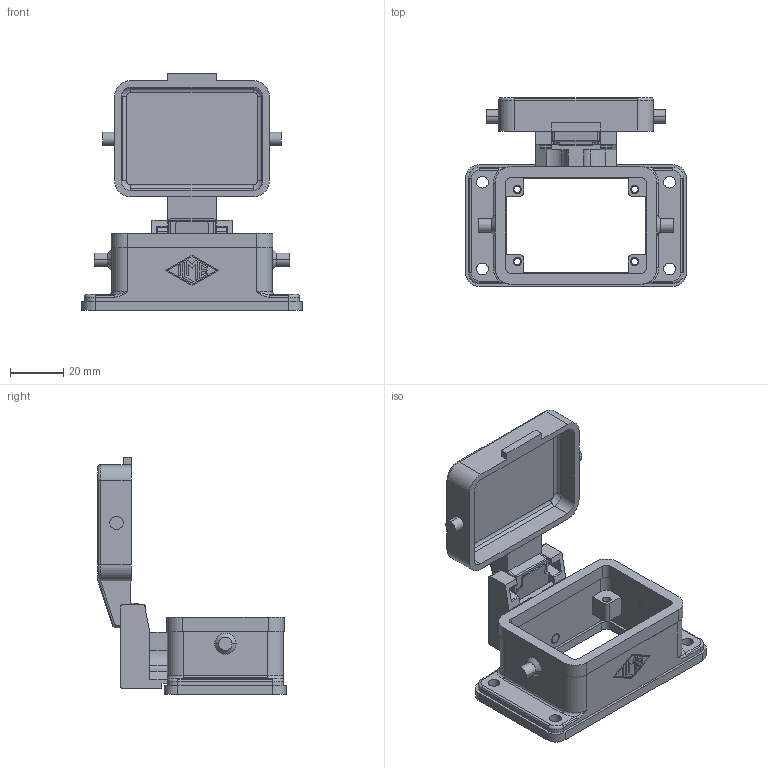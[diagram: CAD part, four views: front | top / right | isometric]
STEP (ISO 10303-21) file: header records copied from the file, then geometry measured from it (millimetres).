
FILE_DESCRIPTION((''),'2;1');
FILE_NAME('CHI 06 LCS.stp','2006-12-20T17:16:03',('gembarski'),(''),'Autodesk Inventor 7','Autodesk Inventor 7','');
FILE_SCHEMA(('AUTOMOTIVE_DESIGN { 1 0 10303 214 1 1 1 1 }'));
Length unit declared in the file: millimetre
Products named in the file (1): CHI 06 LCS
Bounding box: 82.5 x 70.5 x 88.7 mm (x, y, z)
Volume: 49662.4 mm3; surface area: 30987.9 mm2
Topology: 2 solids, 3 shells, 425 faces, 1123 edges, 724 vertices
Faces by surface type: cylinder 177, plane 175, bspline 57, torus 10, cone 4, sphere 2
Entity records: 14536 total; most frequent: CARTESIAN_POINT 3784, DIRECTION 2271, ORIENTED_EDGE 2246, EDGE_CURVE 1123, AXIS2_PLACEMENT_3D 799, VERTEX_POINT 724, VECTOR 673, LINE 673
